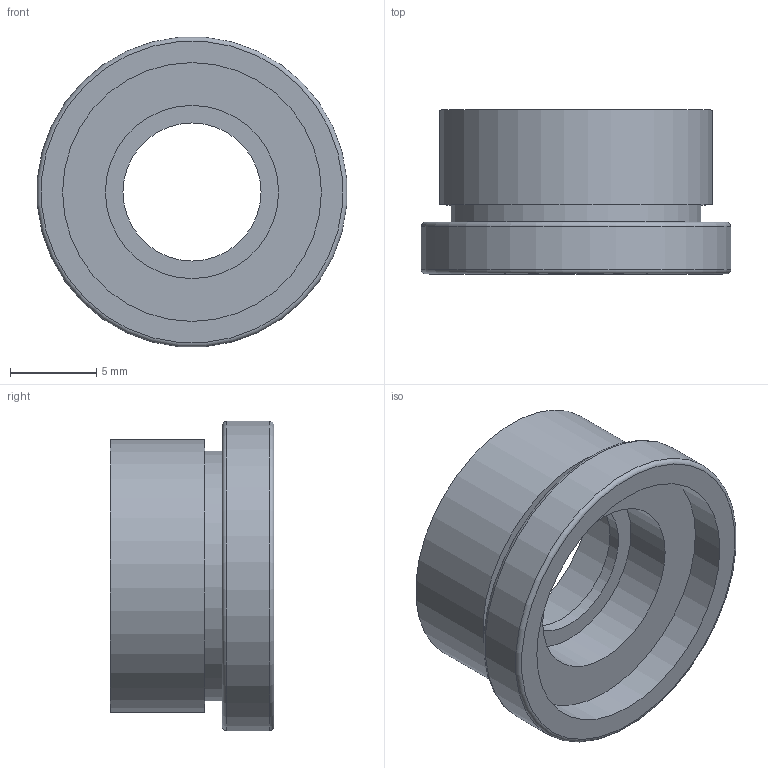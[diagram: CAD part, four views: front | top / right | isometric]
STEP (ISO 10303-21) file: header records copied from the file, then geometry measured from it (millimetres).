
FILE_DESCRIPTION(/* description */ (''),/* implementation_level */ '2;1');
FILE_NAME(/* name */ 'Membrane cap.step',/* time_stamp */ '2022-12-04T23:14:00+01:00',/* author */ (''),/* organization */ (''),/* preprocessor_version */ 'ST-DEVELOPER v19.2',/* originating_system */ 'Autodesk Translation Framework v11.17.0.187',/* authorisation */ '');
FILE_SCHEMA (('AUTOMOTIVE_DESIGN { 1 0 10303 214 3 1 1 }'));
Length unit declared in the file: millimetre
Products named in the file (1): Membrane cap
Bounding box: 17.93 x 9.5 x 17.93 mm (x, y, z)
Volume: 871.2 mm3; surface area: 1313.1 mm2
Topology: 1 solids, 1 shells, 16 faces, 27 edges, 18 vertices
Faces by surface type: plane 7, cylinder 7, torus 2
Full cylindrical faces by diameter (mm): 8 x1, 10.036 x1, 13 x1, 14.5 x1, 15 x1, 15.85 x1, 18 x1
Entity records: 435 total; most frequent: DIRECTION 81, CARTESIAN_POINT 62, ORIENTED_EDGE 54, AXIS2_PLACEMENT_3D 37, EDGE_CURVE 27, EDGE_LOOP 23, CIRCLE 20, VERTEX_POINT 18
